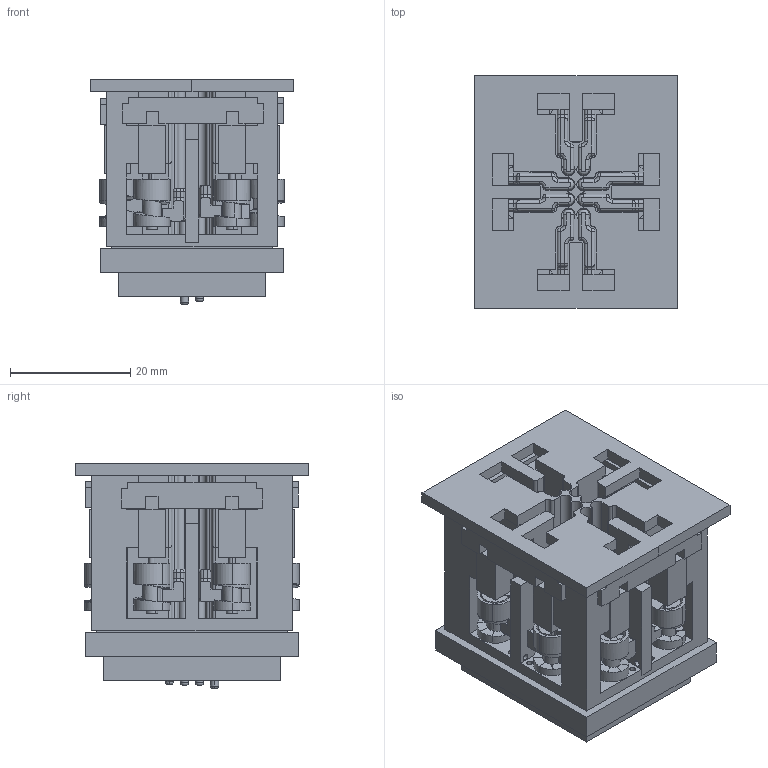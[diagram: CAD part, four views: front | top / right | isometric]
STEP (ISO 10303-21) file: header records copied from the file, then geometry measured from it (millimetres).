
FILE_DESCRIPTION (( 'STEP AP214' ), '1' );
FILE_NAME ('assembly3.STEP', '2024-08-29T18:49:33', ( '' ), ( '' ), 'SwSTEP 2.0', 'SolidWorks 2021', '' );
FILE_SCHEMA (( 'AUTOMOTIVE_DESIGN' ));
Length unit declared in the file: millimetre
Products named in the file (8): CAPUCHAMOTOR17; Pinderecho17; Pinizquierdo17; TAPA_17; assembly3; motor; soporte17; PiezaBrailleParaMotores17
Assembly tree (30 placements, depth 2):
  assembly3
    PiezaBrailleParaMotores17
    TAPA_17
    motor  x8
    CAPUCHAMOTOR17  x8
    Pinizquierdo17  x4
    soporte17  x4
    Pinderecho17  x4
Bounding box: 33.7 x 38.7 x 37.37 mm (x, y, z)
Volume: 24472.8 mm3; surface area: 24572.9 mm2
Topology: 39 solids, 39 shells, 1533 faces, 3909 edges, 2412 vertices
Faces by surface type: plane 769, cylinder 468, bspline 168, torus 72, sphere 40, cone 16
Entity records: 22130 total; most frequent: CARTESIAN_POINT 5103, ORIENTED_EDGE 3524, DIRECTION 3378, EDGE_CURVE 1762, VECTOR 1260, LINE 1260, VERTEX_POINT 1112, AXIS2_PLACEMENT_3D 1059
